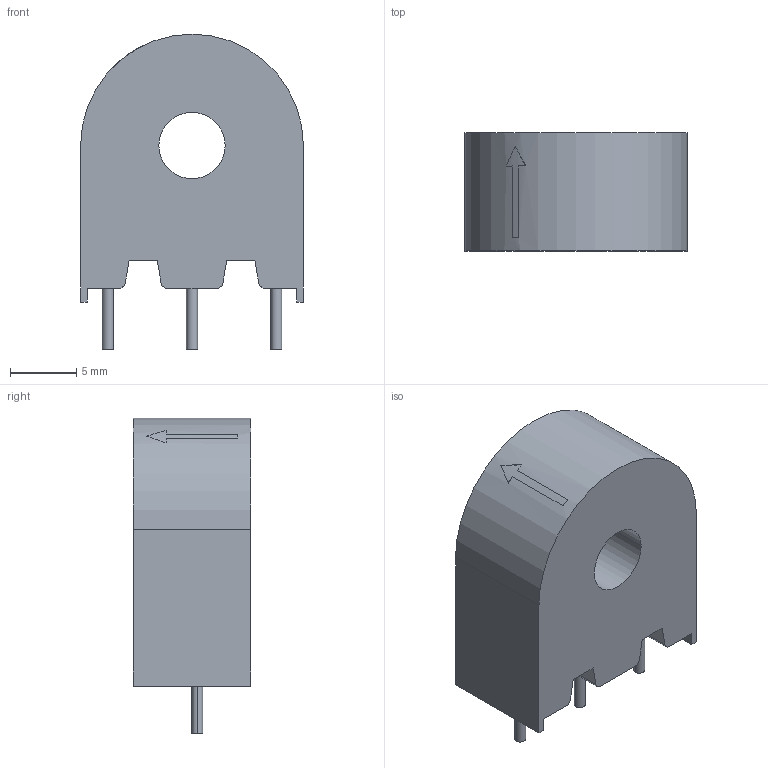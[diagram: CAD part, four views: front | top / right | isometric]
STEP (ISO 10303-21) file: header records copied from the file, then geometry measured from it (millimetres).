
FILE_DESCRIPTION((''),'2;1');
FILE_NAME('SENS_MURATA_56000.stp','2011-12-14T13:05:41',(''),(''),'Mechanical Desktop 2011','Mechanical Desktop 2011',', , ');
FILE_SCHEMA(('AUTOMOTIVE_DESIGN { 1 2 10303 214 1 1 1 1 }'));
Length unit declared in the file: millimetre
Products named in the file (1): Product
Bounding box: 16.79 x 8.89 x 23.79 mm (x, y, z)
Volume: 2341.4 mm3; surface area: 1385.2 mm2
Topology: 5 solids, 5 shells, 53 faces, 126 edges, 84 vertices
Faces by surface type: plane 39, cylinder 14
Entity records: 1588 total; most frequent: DIRECTION 270, CARTESIAN_POINT 264, ORIENTED_EDGE 252, EDGE_CURVE 126, AXIS2_PLACEMENT_3D 90, VECTOR 90, LINE 90, VERTEX_POINT 84
